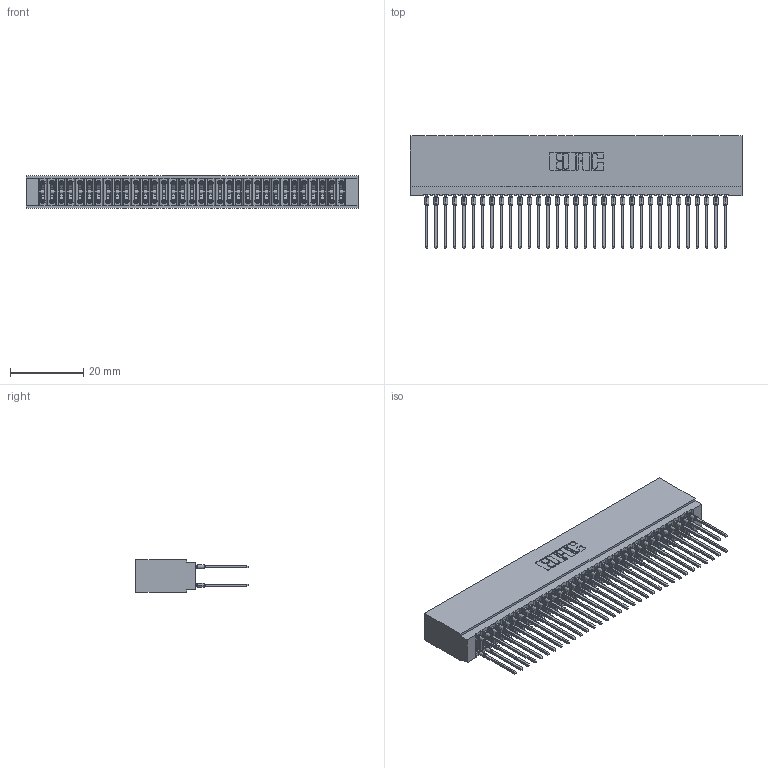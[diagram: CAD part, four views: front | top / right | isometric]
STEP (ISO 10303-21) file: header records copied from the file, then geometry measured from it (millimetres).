
FILE_DESCRIPTION (( 'STEP AP203' ), '1' );
FILE_NAME ('745-066-540-201.STEP', '2026-02-26T19:26:02', ( '' ), ( '' ), 'SwSTEP 2.0', 'SolidWorks 2023', '' );
FILE_SCHEMA (( 'CONFIG_CONTROL_DESIGN' ));
Length unit declared in the file: millimetre
Products named in the file (3): 745-066-540-201; 745-292-001_540; 745 Part_Insulator Option - 01
Assembly tree (67 placements, depth 2):
  745-066-540-201
    745 Part_Insulator Option - 01
    745-292-001_540  x66
Bounding box: 90.42 x 30.62 x 8.89 mm (x, y, z)
Volume: 8393.1 mm3; surface area: 17615.7 mm2
Topology: 67 solids, 67 shells, 6002 faces, 16131 edges, 10138 vertices
Faces by surface type: plane 3091, bspline 1320, cylinder 1195, torus 396
Entity records: 56785 total; most frequent: CARTESIAN_POINT 10355, ORIENTED_EDGE 9772, DIRECTION 8544, EDGE_CURVE 4886, LINE 4506, VECTOR 4506, VERTEX_POINT 3118, AXIS2_PLACEMENT_3D 2019
